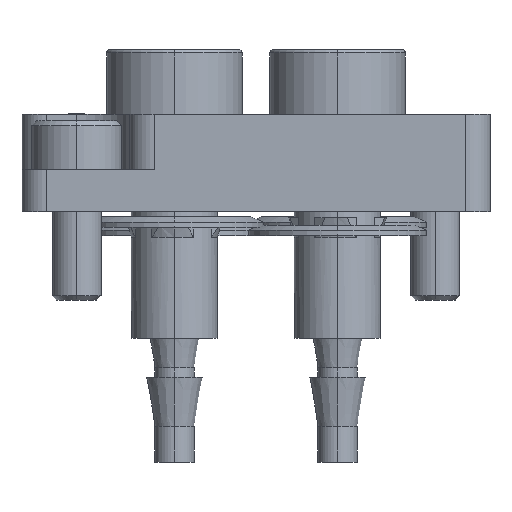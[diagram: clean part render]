
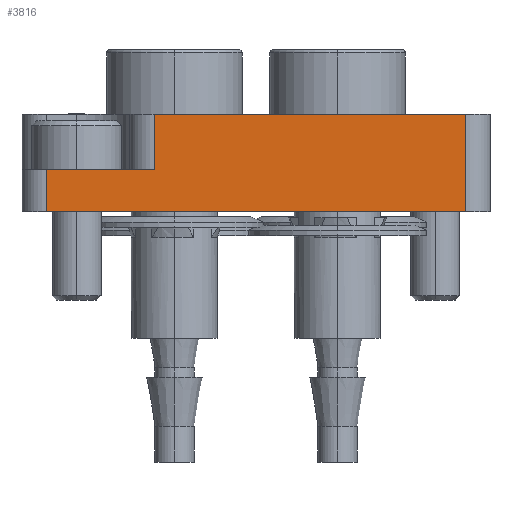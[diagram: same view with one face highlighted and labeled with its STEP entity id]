
A CAD part, front view. The second image highlights one B-rep face of the part: STEP entity #3816.
In plain terms, the highlighted face is planar.
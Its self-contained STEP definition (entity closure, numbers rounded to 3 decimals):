
#50 = VECTOR ( 'NONE', #4553, 1000. ) ;
#71 = VERTEX_POINT ( 'NONE', #1517 ) ;
#91 = LINE ( 'NONE', #5627, #8565 ) ;
#110 = PLANE ( 'NONE',  #1372 ) ;
#375 = CARTESIAN_POINT ( 'NONE',  ( 30., 0., 14.35 ) ) ;
#427 = CARTESIAN_POINT ( 'NONE',  ( 30., 6., -12.85 ) ) ;
#645 = CARTESIAN_POINT ( 'NONE',  ( 30., 6., -12.85 ) ) ;
#1017 = DIRECTION ( 'NONE',  ( 0., 1., 0. ) ) ;
#1326 = EDGE_CURVE ( 'NONE', #2040, #6601, #91, .T. ) ;
#1372 = AXIS2_PLACEMENT_3D ( 'NONE', #5596, #10264, #1017 ) ;
#1517 = CARTESIAN_POINT ( 'NONE',  ( 30., 2.6, 12.85 ) ) ;
#1825 = ORIENTED_EDGE ( 'NONE', *, *, #11893, .T. ) ;
#1968 = DIRECTION ( 'NONE',  ( 0., 0., -1. ) ) ;
#1982 = VECTOR ( 'NONE', #7700, 1000. ) ;
#2040 = VERTEX_POINT ( 'NONE', #6102 ) ;
#2421 = ORIENTED_EDGE ( 'NONE', *, *, #1326, .F. ) ;
#2483 = LINE ( 'NONE', #5110, #11925 ) ;
#2941 = EDGE_CURVE ( 'NONE', #71, #6369, #2483, .T. ) ;
#3816 = ADVANCED_FACE ( 'NONE', ( #8333 ), #110, .T. ) ;
#3928 = ORIENTED_EDGE ( 'NONE', *, *, #5041, .T. ) ;
#3956 = VECTOR ( 'NONE', #4027, 1000. ) ;
#4027 = DIRECTION ( 'NONE',  ( 0., 0., -1. ) ) ;
#4294 = EDGE_LOOP ( 'NONE', ( #9099, #3928, #2421, #1825, #4527, #5034 ) ) ;
#4527 = ORIENTED_EDGE ( 'NONE', *, *, #2941, .F. ) ;
#4553 = DIRECTION ( 'NONE',  ( 0., 1., 0. ) ) ;
#5034 = ORIENTED_EDGE ( 'NONE', *, *, #5239, .T. ) ;
#5041 = EDGE_CURVE ( 'NONE', #9655, #6601, #6435, .T. ) ;
#5110 = CARTESIAN_POINT ( 'NONE',  ( 30., 2.6, 7.75 ) ) ;
#5239 = EDGE_CURVE ( 'NONE', #71, #11428, #10600, .T. ) ;
#5596 = CARTESIAN_POINT ( 'NONE',  ( 30., 6., 14.35 ) ) ;
#5627 = CARTESIAN_POINT ( 'NONE',  ( 30., 6., 14.35 ) ) ;
#5817 = EDGE_CURVE ( 'NONE', #11428, #9655, #8767, .T. ) ;
#6102 = CARTESIAN_POINT ( 'NONE',  ( 30., 6., 6.25 ) ) ;
#6369 = VERTEX_POINT ( 'NONE', #10048 ) ;
#6435 = LINE ( 'NONE', #645, #50 ) ;
#6601 = VERTEX_POINT ( 'NONE', #427 ) ;
#6963 = CARTESIAN_POINT ( 'NONE',  ( 30., 0., 12.85 ) ) ;
#7000 = DIRECTION ( 'NONE',  ( 0., 0., -1. ) ) ;
#7700 = DIRECTION ( 'NONE',  ( 0., -1., 0. ) ) ;
#7770 = VECTOR ( 'NONE', #8970, 1000. ) ;
#8333 = FACE_OUTER_BOUND ( 'NONE', #4294, .T. ) ;
#8456 = CARTESIAN_POINT ( 'NONE',  ( 30., 0., -12.85 ) ) ;
#8565 = VECTOR ( 'NONE', #1968, 1000. ) ;
#8767 = LINE ( 'NONE', #375, #3956 ) ;
#8970 = DIRECTION ( 'NONE',  ( 0., -1., 0. ) ) ;
#9099 = ORIENTED_EDGE ( 'NONE', *, *, #5817, .T. ) ;
#9214 = LINE ( 'NONE', #10978, #7770 ) ;
#9655 = VERTEX_POINT ( 'NONE', #8456 ) ;
#10048 = CARTESIAN_POINT ( 'NONE',  ( 30., 2.6, 6.25 ) ) ;
#10264 = DIRECTION ( 'NONE',  ( 1., 0., 0. ) ) ;
#10600 = LINE ( 'NONE', #6963, #1982 ) ;
#10978 = CARTESIAN_POINT ( 'NONE',  ( 30., 2.6, 6.25 ) ) ;
#11190 = CARTESIAN_POINT ( 'NONE',  ( 30., 0., 12.85 ) ) ;
#11428 = VERTEX_POINT ( 'NONE', #11190 ) ;
#11893 = EDGE_CURVE ( 'NONE', #2040, #6369, #9214, .T. ) ;
#11925 = VECTOR ( 'NONE', #7000, 1000. ) ;
